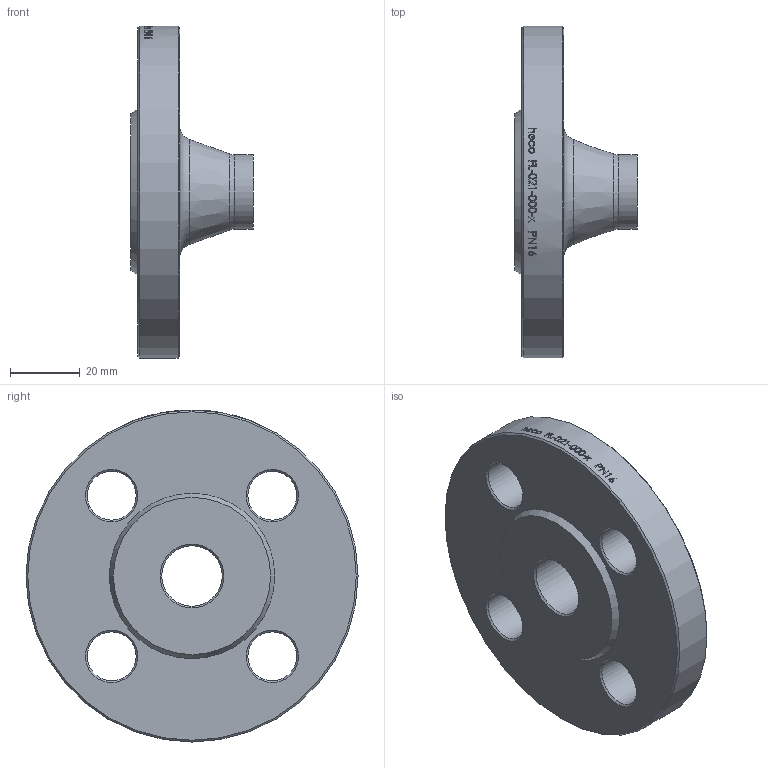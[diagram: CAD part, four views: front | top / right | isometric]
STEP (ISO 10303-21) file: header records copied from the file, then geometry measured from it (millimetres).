
FILE_DESCRIPTION (( 'STEP AP214' ), '1' );
FILE_NAME ('FL-021-000-x Vorschweissflansch PN16 Iso DIN2633 2009.STEP', '2020-09-08T08:48:53', ( '' ), ( '' ), 'SwSTEP 2.0', 'SolidWorks 2019', '' );
FILE_SCHEMA (( 'AUTOMOTIVE_DESIGN' ));
Length unit declared in the file: millimetre
Products named in the file (1): FL-021-000-x Vorschweissflansch PN16 Iso DIN2633 2009
Bounding box: 35 x 95 x 95 mm (x, y, z)
Volume: 83470.3 mm3; surface area: 21164.6 mm2
Topology: 1 solids, 1 shells, 54 faces, 242 edges, 220 vertices
Faces by surface type: cylinder 35, cone 13, plane 4, torus 2
Full cylindrical faces by diameter (mm): 14 x4, 17.3 x1, 21.3 x1, 95 x1
Entity records: 4912 total; most frequent: CARTESIAN_POINT 2807, ORIENTED_EDGE 428, DIRECTION 281, VERTEX_POINT 214, EDGE_CURVE 214, AXIS2_PLACEMENT_3D 125, EDGE_LOOP 116, B_SPLINE_CURVE_WITH_KNOTS 113
